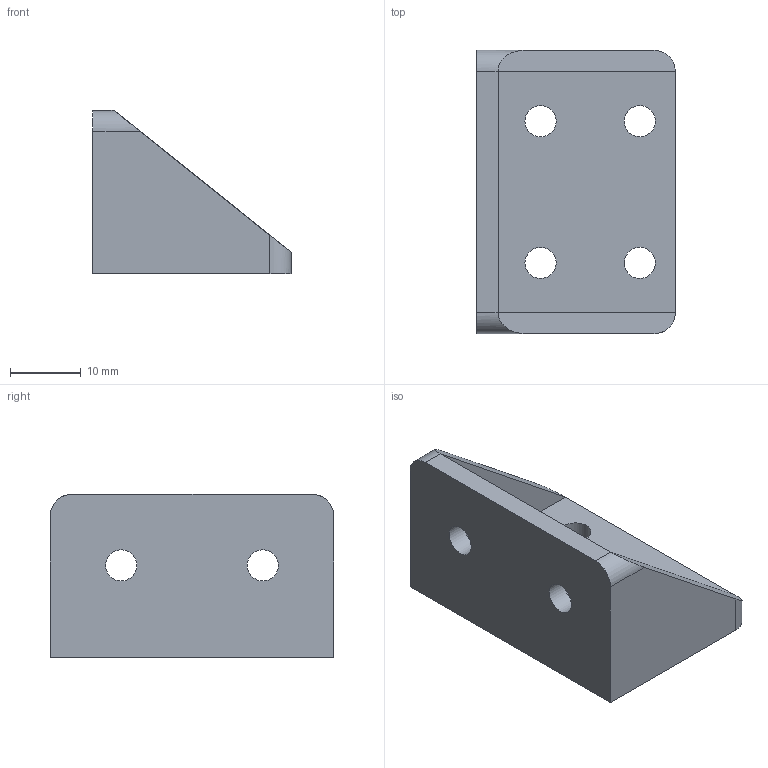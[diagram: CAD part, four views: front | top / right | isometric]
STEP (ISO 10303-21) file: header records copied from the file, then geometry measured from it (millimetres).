
FILE_DESCRIPTION(('FreeCAD Model'),'2;1');
FILE_NAME('Main_Frame_Bracket.step','2018-09-09T11:28:41',('Author'),(''), 'Open CASCADE STEP processor 6.8','FreeCAD','Unknown');
FILE_SCHEMA(('AUTOMOTIVE_DESIGN_CC2 { 1 2 10303 214 -1 1 5 4 }'));
Length unit declared in the file: millimetre
Products named in the file (2): ASSEMBLY; Main_Frame_Bracket
Assembly tree (1 placements, depth 2):
  ASSEMBLY
    Main_Frame_Bracket
Bounding box: 28 x 40 x 23 mm (x, y, z)
Volume: 6957.8 mm3; surface area: 5324.7 mm2
Topology: 1 solids, 1 shells, 22 faces, 52 edges, 32 vertices
Faces by surface type: plane 12, cylinder 10
Full cylindrical faces by diameter (mm): 4.4 x6
Entity records: 1415 total; most frequent: CARTESIAN_POINT 296, DIRECTION 208, LINE 108, VECTOR 108, ORIENTED_EDGE 104, PCURVE 104, DEFINITIONAL_REPRESENTATION 104, EDGE_CURVE 52
